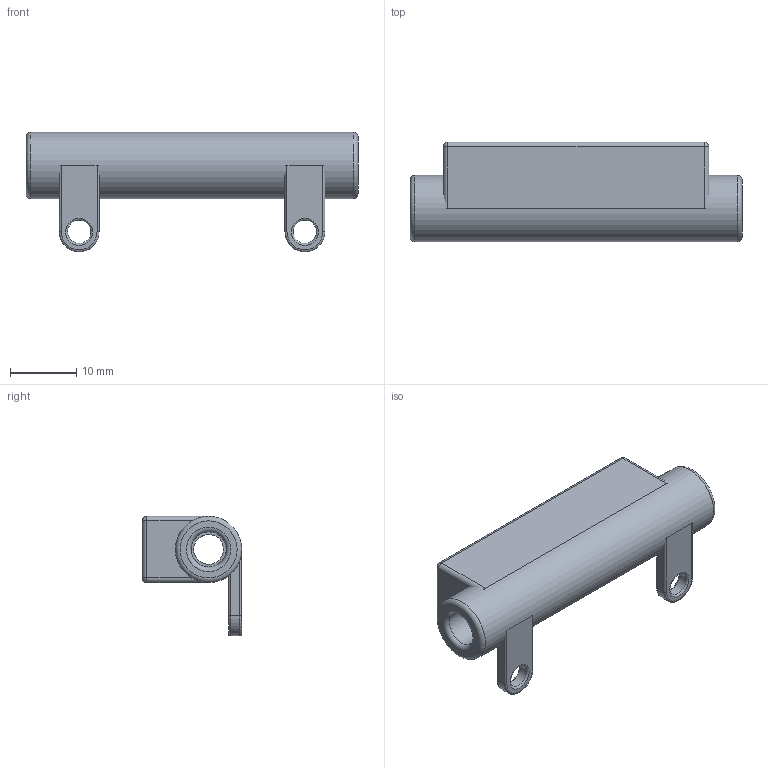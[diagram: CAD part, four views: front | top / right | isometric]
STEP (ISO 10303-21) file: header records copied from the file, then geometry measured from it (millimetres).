
FILE_DESCRIPTION(/* description */ (''),/* implementation_level */ '2;1');
FILE_NAME(/* name */ '6Fach_5mm_v3.step',/* time_stamp */ '2025-03-29T16:12:03+01:00',/* author */ (''),/* organization */ (''),/* preprocessor_version */ 'ST-DEVELOPER v20.1',/* originating_system */ 'Autodesk Translation Framework v14.4.0.0',/* authorisation */ '');
FILE_SCHEMA (('AUTOMOTIVE_DESIGN { 1 0 10303 214 3 1 1 }'));
Length unit declared in the file: millimetre
Products named in the file (1): 6Fach_5mm
Bounding box: 50 x 15 x 18 mm (x, y, z)
Volume: 6021.1 mm3; surface area: 5117.1 mm2
Topology: 4 solids, 4 shells, 102 faces, 227 edges, 139 vertices
Faces by surface type: cylinder 51, plane 31, torus 16, sphere 4
Full cylindrical faces by diameter (mm): 3.5 x2, 4.5 x9, 5.3 x10, 10 x1
Entity records: 3034 total; most frequent: CARTESIAN_POINT 605, DIRECTION 550, ORIENTED_EDGE 454, AXIS2_PLACEMENT_3D 228, EDGE_CURVE 227, VERTEX_POINT 139, EDGE_LOOP 130, FACE_OUTER_BOUND 102
